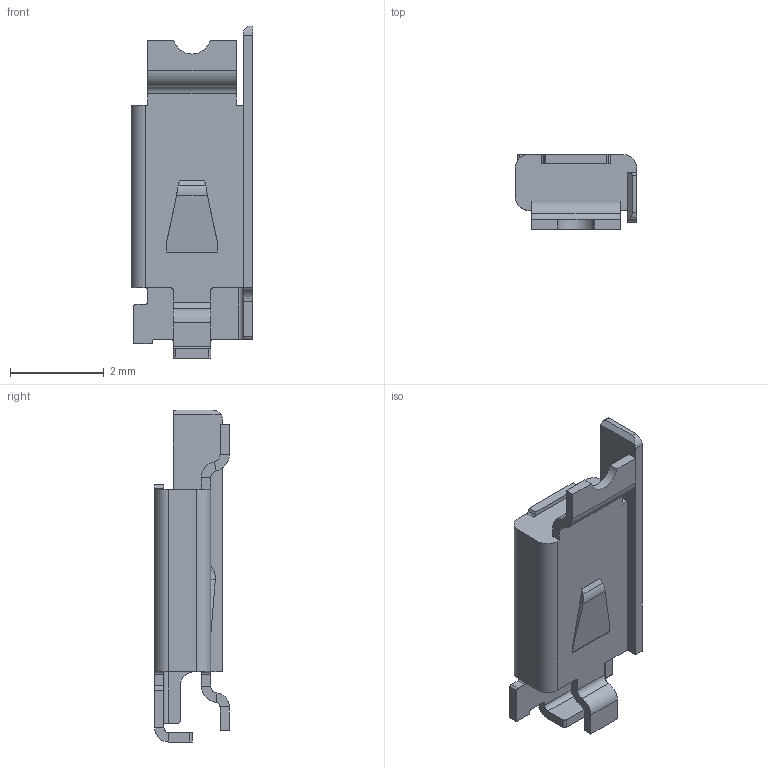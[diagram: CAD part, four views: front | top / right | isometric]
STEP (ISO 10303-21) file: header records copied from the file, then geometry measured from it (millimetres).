
FILE_DESCRIPTION (( 'STEP AP203' ), '1' );
FILE_NAME ('K3D-ES5S001JFA-V1_JAE_Proprietary.STEP', '2012-09-25T00:12:35', ( '' ), ( '' ), 'SwSTEP 2.0', 'SolidWorks 2012', '' );
FILE_SCHEMA (( 'CONFIG_CONTROL_DESIGN' ));
Length unit declared in the file: millimetre
Products named in the file (1): K3D-ES5S001JFA-V1_JAE_Proprietary
Bounding box: 2.6 x 1.6 x 7.1 mm (x, y, z)
Volume: 14.1 mm3; surface area: 58.7 mm2
Topology: 1 solids, 1 shells, 106 faces, 266 edges, 163 vertices
Faces by surface type: plane 71, cylinder 33, bspline 2
Entity records: 3209 total; most frequent: CARTESIAN_POINT 587, ORIENTED_EDGE 532, DIRECTION 529, EDGE_CURVE 266, LINE 193, VECTOR 193, AXIS2_PLACEMENT_3D 168, VERTEX_POINT 163
